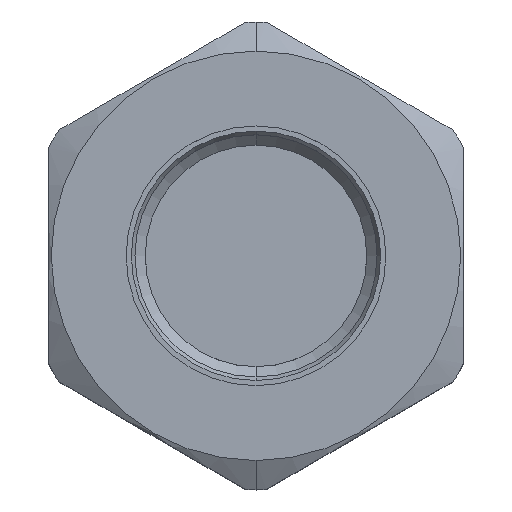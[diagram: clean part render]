
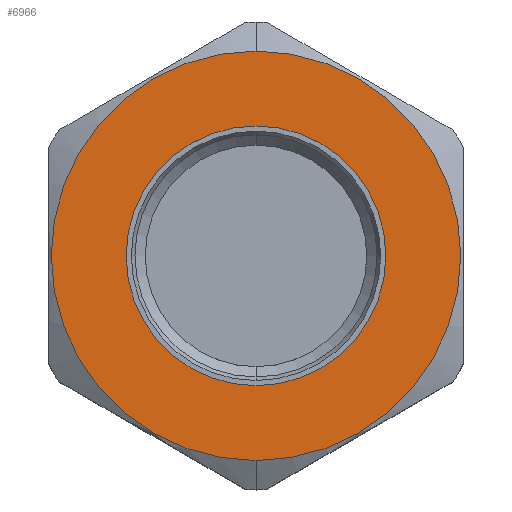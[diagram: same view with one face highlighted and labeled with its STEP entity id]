
A CAD part, top view. The second image highlights one B-rep face of the part: STEP entity #6966.
In plain terms, the highlighted planar face has unit normal (0, 0, 1).
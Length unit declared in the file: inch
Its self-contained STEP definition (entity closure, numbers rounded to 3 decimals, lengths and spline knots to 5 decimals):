
#2533=CARTESIAN_POINT('',(0.,0.,2.749));
#2534=DIRECTION('',(0.,0.,1.));
#2535=DIRECTION('',(0.,-1.,0.));
#2536=AXIS2_PLACEMENT_3D('',#2533,#2534,#2535);
#2538=CARTESIAN_POINT('',(0.,0.,2.749));
#2539=DIRECTION('',(0.,0.,1.));
#2540=DIRECTION('',(0.,1.,0.));
#2541=AXIS2_PLACEMENT_3D('',#2538,#2539,#2540);
#2543=CARTESIAN_POINT('',(0.,0.,2.749));
#2544=DIRECTION('',(0.,0.,1.));
#2545=DIRECTION('',(0.,-1.,0.));
#2546=AXIS2_PLACEMENT_3D('',#2543,#2544,#2545);
#2548=CARTESIAN_POINT('',(0.,0.,2.749));
#2549=DIRECTION('',(0.,0.,1.));
#2550=DIRECTION('',(0.,1.,0.));
#2551=AXIS2_PLACEMENT_3D('',#2548,#2549,#2550);
#3443=CARTESIAN_POINT('',(0.,-0.555,2.749));
#3444=CARTESIAN_POINT('',(0.,0.555,2.749));
#3445=VERTEX_POINT('',#3443);
#3446=VERTEX_POINT('',#3444);
#3525=CARTESIAN_POINT('',(0.,-0.352,2.749));
#3526=CARTESIAN_POINT('',(0.,0.352,2.749));
#3527=VERTEX_POINT('',#3525);
#3528=VERTEX_POINT('',#3526);
#6951=CARTESIAN_POINT('',(0.,0.,2.749));
#6952=DIRECTION('',(0.,0.,1.));
#6953=DIRECTION('',(0.,1.,0.));
#6954=AXIS2_PLACEMENT_3D('',#6951,#6952,#6953);
#6955=PLANE('',#6954);
#6956=ORIENTED_EDGE('',*,*,#6707,.F.);
#6957=ORIENTED_EDGE('',*,*,#6935,.F.);
#6958=EDGE_LOOP('',(#6956,#6957));
#6959=FACE_OUTER_BOUND('',#6958,.F.);
#6961=ORIENTED_EDGE('',*,*,#6960,.T.);
#6963=ORIENTED_EDGE('',*,*,#6962,.T.);
#6964=EDGE_LOOP('',(#6961,#6963));
#6965=FACE_BOUND('',#6964,.F.);
#2537=CIRCLE('',#2536,0.555);
#2542=CIRCLE('',#2541,0.555);
#2547=CIRCLE('',#2546,0.352);
#2552=CIRCLE('',#2551,0.352);
#6707=EDGE_CURVE('',#3445,#3446,#2537,.T.);
#6935=EDGE_CURVE('',#3446,#3445,#2542,.T.);
#6960=EDGE_CURVE('',#3527,#3528,#2547,.T.);
#6962=EDGE_CURVE('',#3528,#3527,#2552,.T.);
#6966=ADVANCED_FACE('',(#6959,#6965),#6955,.T.);
